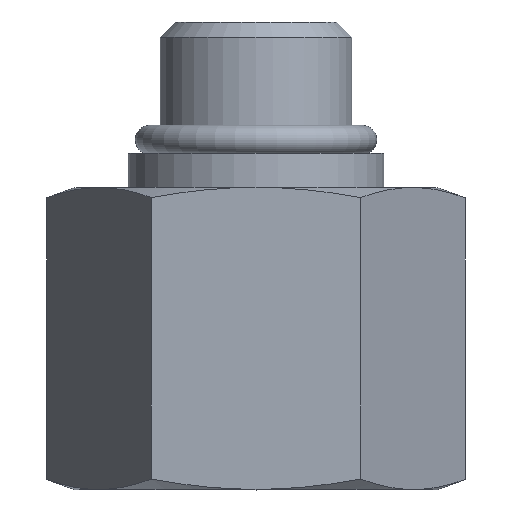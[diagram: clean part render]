
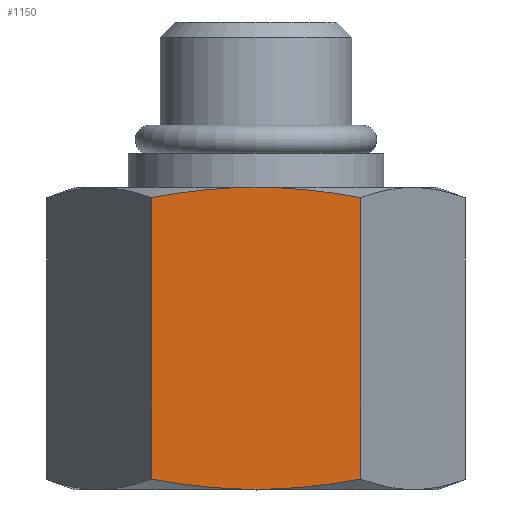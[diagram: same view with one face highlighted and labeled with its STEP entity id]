
A CAD part, top view. The second image highlights one B-rep face of the part: STEP entity #1150.
In plain terms, the highlighted planar face has unit normal (0, 0, 1).
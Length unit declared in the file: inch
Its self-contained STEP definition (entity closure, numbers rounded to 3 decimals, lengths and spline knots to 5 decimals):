
#351=CARTESIAN_POINT('',(-0.30672,0.85509,0.53125));
#352=CARTESIAN_POINT('',(-0.28021,0.85991,0.53125));
#353=CARTESIAN_POINT('',(-0.22782,0.8685,0.53125));
#354=CARTESIAN_POINT('',(-0.15194,0.87783,0.53125));
#355=CARTESIAN_POINT('',(-0.07611,0.88367,0.53125));
#356=CARTESIAN_POINT('',(-0.02539,0.885,0.53125));
#357=CARTESIAN_POINT('',(0.,0.885,0.53125));
#362=CARTESIAN_POINT('',(0.,0.885,0.53125));
#363=CARTESIAN_POINT('',(0.02032,0.885,0.53125));
#364=CARTESIAN_POINT('',(0.06091,0.88415,0.53125));
#365=CARTESIAN_POINT('',(0.1216,0.88039,0.53125));
#366=CARTESIAN_POINT('',(0.18226,0.87429,0.53125));
#367=CARTESIAN_POINT('',(0.24349,0.86599,0.53125));
#368=CARTESIAN_POINT('',(0.28549,0.85895,0.53125));
#369=CARTESIAN_POINT('',(0.30672,0.85509,0.53125));
#374=CARTESIAN_POINT('',(0.,0.,0.53125));
#375=CARTESIAN_POINT('',(0.02032,0.,0.53125));
#376=CARTESIAN_POINT('',(0.06091,0.00085,0.53125));
#377=CARTESIAN_POINT('',(0.1216,0.00461,0.53125));
#378=CARTESIAN_POINT('',(0.18226,0.01071,0.53125));
#379=CARTESIAN_POINT('',(0.24349,0.01901,0.53125));
#380=CARTESIAN_POINT('',(0.28549,0.02605,0.53125));
#381=CARTESIAN_POINT('',(0.30672,0.02991,0.53125));
#386=CARTESIAN_POINT('',(-0.30672,0.02991,0.53125));
#387=CARTESIAN_POINT('',(-0.28021,0.02509,0.53125));
#388=CARTESIAN_POINT('',(-0.22782,0.0165,0.53125));
#389=CARTESIAN_POINT('',(-0.15194,0.00717,0.53125));
#390=CARTESIAN_POINT('',(-0.07611,0.00133,0.53125));
#391=CARTESIAN_POINT('',(-0.02539,0.,0.53125));
#392=CARTESIAN_POINT('',(0.,0.,0.53125));
#397=DIRECTION('',(0.,1.,0.));
#398=VECTOR('',#397,0.82517);
#399=CARTESIAN_POINT('',(-0.30672,0.02991,0.53125));
#400=LINE('',#399,#398);
#450=DIRECTION('',(0.,1.,0.));
#451=VECTOR('',#450,0.82517);
#452=CARTESIAN_POINT('',(0.30672,0.02991,0.53125));
#453=LINE('',#452,#451);
#795=CARTESIAN_POINT('',(0.,0.,0.53125));
#797=VERTEX_POINT('',#795);
#807=CARTESIAN_POINT('',(0.,0.885,0.53125));
#809=VERTEX_POINT('',#807);
#812=VERTEX_POINT('',#351);
#813=VERTEX_POINT('',#369);
#814=VERTEX_POINT('',#386);
#815=VERTEX_POINT('',#381);
#1134=CARTESIAN_POINT('',(-0.30672,0.,0.53125));
#1135=DIRECTION('',(0.,0.,1.));
#1136=DIRECTION('',(1.,0.,0.));
#1137=AXIS2_PLACEMENT_3D('',#1134,#1135,#1136);
#1138=PLANE('',#1137);
#1139=ORIENTED_EDGE('',*,*,#1053,.T.);
#1140=ORIENTED_EDGE('',*,*,#1068,.T.);
#1142=ORIENTED_EDGE('',*,*,#1141,.F.);
#1144=ORIENTED_EDGE('',*,*,#1143,.F.);
#1146=ORIENTED_EDGE('',*,*,#1145,.F.);
#1147=ORIENTED_EDGE('',*,*,#1124,.T.);
#1148=EDGE_LOOP('',(#1139,#1140,#1142,#1144,#1146,#1147));
#1149=FACE_OUTER_BOUND('',#1148,.F.);
#358=B_SPLINE_CURVE_WITH_KNOTS('',3,(#351,#352,#353,#354,#355,#356,#357),
.UNSPECIFIED.,.F.,.F.,(4,1,1,1,4),(0.,0.25,0.5,0.75,1.),
.UNSPECIFIED.);
#370=B_SPLINE_CURVE_WITH_KNOTS('',3,(#362,#363,#364,#365,#366,#367,#368,#369),
.UNSPECIFIED.,.F.,.F.,(4,1,1,1,1,4),(0.,0.2,0.4,0.6,0.8,1.),
.UNSPECIFIED.);
#382=B_SPLINE_CURVE_WITH_KNOTS('',3,(#374,#375,#376,#377,#378,#379,#380,#381),
.UNSPECIFIED.,.F.,.F.,(4,1,1,1,1,4),(0.,0.2,0.4,0.6,0.8,1.),
.UNSPECIFIED.);
#393=B_SPLINE_CURVE_WITH_KNOTS('',3,(#386,#387,#388,#389,#390,#391,#392),
.UNSPECIFIED.,.F.,.F.,(4,1,1,1,4),(0.,0.25,0.5,0.75,1.),
.UNSPECIFIED.);
#1053=EDGE_CURVE('',#812,#809,#358,.T.);
#1068=EDGE_CURVE('',#809,#813,#370,.T.);
#1124=EDGE_CURVE('',#814,#812,#400,.T.);
#1141=EDGE_CURVE('',#815,#813,#453,.T.);
#1143=EDGE_CURVE('',#797,#815,#382,.T.);
#1145=EDGE_CURVE('',#814,#797,#393,.T.);
#1150=ADVANCED_FACE('',(#1149),#1138,.T.);
